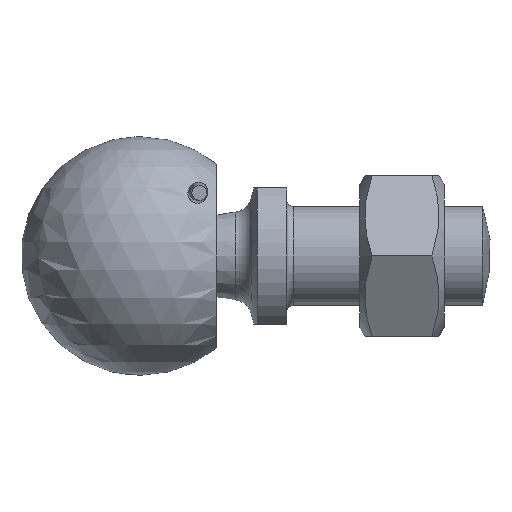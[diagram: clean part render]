
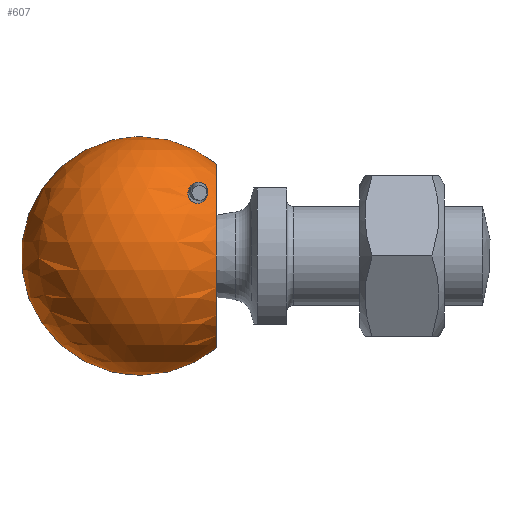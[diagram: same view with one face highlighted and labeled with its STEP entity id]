
A CAD part, left-side view. The second image highlights one B-rep face of the part: STEP entity #607.
In plain terms, the highlighted spherical face has radius 9.65 mm.
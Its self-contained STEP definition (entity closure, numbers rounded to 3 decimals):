
#208=CARTESIAN_POINT('',(4.853,-4.65,6.925));
#209=VERTEX_POINT('',#208);
#210=CARTESIAN_POINT('',(4.853,-4.65,6.925));
#211=CARTESIAN_POINT('',(4.948,-4.538,6.933));
#212=CARTESIAN_POINT('',(5.065,-4.429,6.919));
#213=CARTESIAN_POINT('',(5.311,-4.235,6.856));
#214=CARTESIAN_POINT('',(5.439,-4.15,6.807));
#215=CARTESIAN_POINT('',(5.674,-4.018,6.694));
#216=CARTESIAN_POINT('',(5.801,-3.958,6.621));
#217=CARTESIAN_POINT('',(6.047,-3.874,6.448));
#218=CARTESIAN_POINT('',(6.166,-3.85,6.348));
#219=CARTESIAN_POINT('',(6.351,-3.85,6.163));
#220=CARTESIAN_POINT('',(6.433,-3.866,6.067));
#221=CARTESIAN_POINT('',(6.529,-3.925,5.924));
#222=CARTESIAN_POINT('',(6.557,-3.951,5.876));
#223=CARTESIAN_POINT('',(6.6,-4.014,5.785));
#224=CARTESIAN_POINT('',(6.615,-4.05,5.741));
#225=CARTESIAN_POINT('',(6.632,-4.13,5.664));
#226=CARTESIAN_POINT('',(6.634,-4.173,5.631));
#227=CARTESIAN_POINT('',(6.626,-4.264,5.571));
#228=CARTESIAN_POINT('',(6.616,-4.312,5.546));
#229=CARTESIAN_POINT('',(6.57,-4.46,5.485));
#230=CARTESIAN_POINT('',(6.517,-4.561,5.464));
#231=CARTESIAN_POINT('',(6.384,-4.759,5.452));
#232=CARTESIAN_POINT('',(6.291,-4.866,5.467));
#233=CARTESIAN_POINT('',(6.086,-5.053,5.528));
#234=CARTESIAN_POINT('',(5.975,-5.134,5.575));
#235=CARTESIAN_POINT('',(5.747,-5.273,5.685));
#236=CARTESIAN_POINT('',(5.607,-5.338,5.763));
#237=CARTESIAN_POINT('',(5.33,-5.426,5.941));
#238=CARTESIAN_POINT('',(5.192,-5.45,6.04));
#239=CARTESIAN_POINT('',(4.974,-5.45,6.221));
#240=CARTESIAN_POINT('',(4.873,-5.435,6.313));
#241=CARTESIAN_POINT('',(4.751,-5.376,6.454));
#242=CARTESIAN_POINT('',(4.715,-5.351,6.501));
#243=CARTESIAN_POINT('',(4.658,-5.288,6.593));
#244=CARTESIAN_POINT('',(4.637,-5.25,6.638));
#245=CARTESIAN_POINT('',(4.619,-5.172,6.711));
#246=CARTESIAN_POINT('',(4.616,-5.133,6.743));
#247=CARTESIAN_POINT('',(4.625,-5.052,6.798));
#248=CARTESIAN_POINT('',(4.637,-5.009,6.822));
#249=CARTESIAN_POINT('',(4.691,-4.864,6.89));
#250=CARTESIAN_POINT('',(4.773,-4.744,6.918));
#251=CARTESIAN_POINT('',(4.853,-4.65,6.925));
#252=B_SPLINE_CURVE_WITH_KNOTS('',3,(#210,#211,#212,#213,#214,#215,#216,#217,#218,#219,#220,#221,#222,#223,#224,#225,#226,#227,#228,#229,#230,#231,#232,#233,#234,#235,#236,#237,#238,#239,#240,#241,#242,#243,#244,#245,#246,#247,#248,#249,#250,#251),.UNSPECIFIED.,.T.,.U.,(4,2,2,2,2,2,2,2,2,2,2,2,2,2,2,2,2,2,2,2,4),(0.0,0.044,0.089,0.132,0.175,0.21,0.228,0.245,0.261,0.277,0.31,0.349,0.389,0.436,0.483,0.521,0.54,0.559,0.572,0.586,0.623),.UNSPECIFIED.);
#253=EDGE_CURVE('',#209,#209,#252,.T.);
#369=CARTESIAN_POINT('',(-5.982,-4.65,5.977));
#370=VERTEX_POINT('',#369);
#371=CARTESIAN_POINT('',(-5.982,-4.65,5.977));
#372=CARTESIAN_POINT('',(-5.902,-4.744,5.984));
#373=CARTESIAN_POINT('',(-5.817,-4.864,5.97));
#374=CARTESIAN_POINT('',(-5.751,-5.009,5.913));
#375=CARTESIAN_POINT('',(-5.736,-5.052,5.891));
#376=CARTESIAN_POINT('',(-5.717,-5.133,5.839));
#377=CARTESIAN_POINT('',(-5.714,-5.172,5.807));
#378=CARTESIAN_POINT('',(-5.72,-5.25,5.732));
#379=CARTESIAN_POINT('',(-5.733,-5.288,5.684));
#380=CARTESIAN_POINT('',(-5.772,-5.351,5.583));
#381=CARTESIAN_POINT('',(-5.8,-5.376,5.53));
#382=CARTESIAN_POINT('',(-5.895,-5.435,5.371));
#383=CARTESIAN_POINT('',(-5.979,-5.45,5.262));
#384=CARTESIAN_POINT('',(-6.162,-5.45,5.047));
#385=CARTESIAN_POINT('',(-6.281,-5.426,4.925));
#386=CARTESIAN_POINT('',(-6.523,-5.338,4.702));
#387=CARTESIAN_POINT('',(-6.646,-5.273,4.601));
#388=CARTESIAN_POINT('',(-6.853,-5.134,4.452));
#389=CARTESIAN_POINT('',(-6.954,-5.053,4.388));
#390=CARTESIAN_POINT('',(-7.144,-4.866,4.292));
#391=CARTESIAN_POINT('',(-7.234,-4.759,4.261));
#392=CARTESIAN_POINT('',(-7.367,-4.561,4.249));
#393=CARTESIAN_POINT('',(-7.423,-4.46,4.26));
#394=CARTESIAN_POINT('',(-7.479,-4.312,4.313));
#395=CARTESIAN_POINT('',(-7.493,-4.264,4.336));
#396=CARTESIAN_POINT('',(-7.511,-4.173,4.393));
#397=CARTESIAN_POINT('',(-7.515,-4.13,4.427));
#398=CARTESIAN_POINT('',(-7.512,-4.05,4.505));
#399=CARTESIAN_POINT('',(-7.504,-4.014,4.551));
#400=CARTESIAN_POINT('',(-7.477,-3.951,4.648));
#401=CARTESIAN_POINT('',(-7.459,-3.925,4.7));
#402=CARTESIAN_POINT('',(-7.389,-3.866,4.857));
#403=CARTESIAN_POINT('',(-7.325,-3.85,4.966));
#404=CARTESIAN_POINT('',(-7.175,-3.85,5.181));
#405=CARTESIAN_POINT('',(-7.075,-3.874,5.3));
#406=CARTESIAN_POINT('',(-6.863,-3.958,5.513));
#407=CARTESIAN_POINT('',(-6.75,-4.018,5.607));
#408=CARTESIAN_POINT('',(-6.538,-4.15,5.759));
#409=CARTESIAN_POINT('',(-6.42,-4.235,5.83));
#410=CARTESIAN_POINT('',(-6.19,-4.429,5.934));
#411=CARTESIAN_POINT('',(-6.077,-4.538,5.968));
#412=CARTESIAN_POINT('',(-5.982,-4.65,5.977));
#413=B_SPLINE_CURVE_WITH_KNOTS('',3,(#371,#372,#373,#374,#375,#376,#377,#378,#379,#380,#381,#382,#383,#384,#385,#386,#387,#388,#389,#390,#391,#392,#393,#394,#395,#396,#397,#398,#399,#400,#401,#402,#403,#404,#405,#406,#407,#408,#409,#410,#411,#412),.UNSPECIFIED.,.T.,.U.,(4,2,2,2,2,2,2,2,2,2,2,2,2,2,2,2,2,2,2,2,4),(0.0,0.037,0.051,0.064,0.083,0.102,0.14,0.187,0.234,0.274,0.314,0.346,0.362,0.378,0.395,0.413,0.448,0.491,0.535,0.579,0.623),.UNSPECIFIED.);
#414=EDGE_CURVE('',#370,#370,#413,.T.);
#567=CARTESIAN_POINT('',(0.,-6.15,7.436));
#568=VERTEX_POINT('',#567);
#569=CARTESIAN_POINT('',(0.0,-6.15,0.));
#570=DIRECTION('',(0.0,1.0,0.0));
#571=DIRECTION('',(0.0,0.0,-1.0));
#572=AXIS2_PLACEMENT_3D('',#569,#570,#571);
#573=CIRCLE('',#572,7.436);
#574=EDGE_CURVE('',#568,#568,#573,.T.);
#582=CARTESIAN_POINT('',(0.0,0.0,0.0));
#583=DIRECTION('',(0.0,0.0,1.0));
#584=DIRECTION('',(1.0,0.0,0.0));
#585=AXIS2_PLACEMENT_3D('',#582,#583,#584);
#586=SPHERICAL_SURFACE('',#585,9.65);
#587=ORIENTED_EDGE('',*,*,#253,.T.);
#588=EDGE_LOOP('',(#587));
#589=FACE_OUTER_BOUND('',#588,.T.);
#590=ORIENTED_EDGE('',*,*,#414,.T.);
#591=EDGE_LOOP('',(#590));
#592=FACE_BOUND('',#591,.T.);
#593=ORIENTED_EDGE('',*,*,#574,.T.);
#594=EDGE_LOOP('',(#593));
#595=FACE_BOUND('',#594,.T.);
#596=CARTESIAN_POINT('',(7.861,5.597,0.0));
#597=VERTEX_POINT('',#596);
#598=CARTESIAN_POINT('',(7.861,0.0,0.0));
#599=DIRECTION('',(1.0,0.0,0.0));
#600=DIRECTION('',(0.0,1.0,0.0));
#601=AXIS2_PLACEMENT_3D('',#598,#599,#600);
#602=CIRCLE('',#601,5.597);
#603=EDGE_CURVE('',#597,#597,#602,.T.);
#604=ORIENTED_EDGE('',*,*,#603,.F.);
#605=EDGE_LOOP('',(#604));
#606=FACE_BOUND('',#605,.T.);
#607=ADVANCED_FACE('',(#589,#592,#595,#606),#586,.T.);
